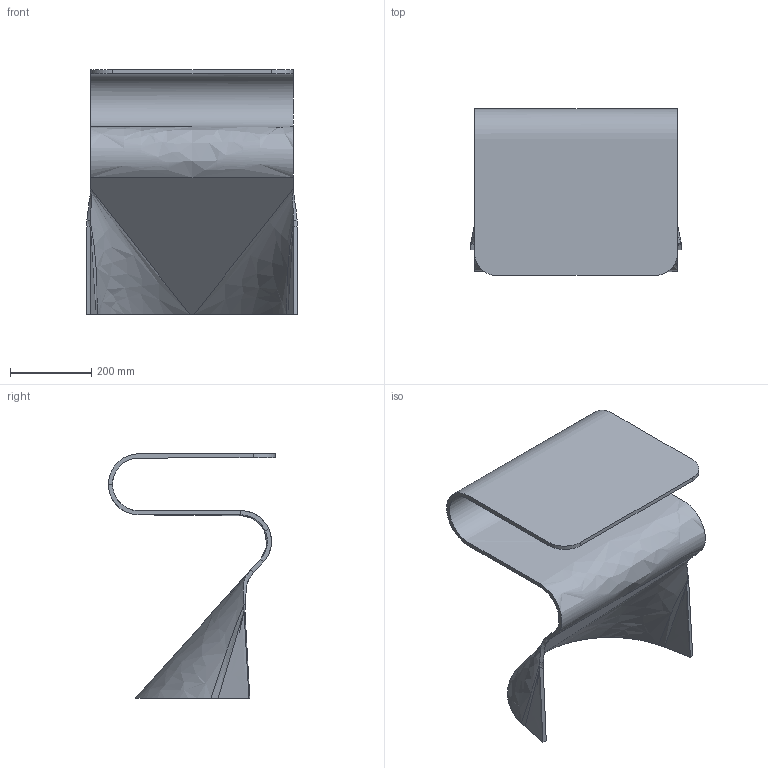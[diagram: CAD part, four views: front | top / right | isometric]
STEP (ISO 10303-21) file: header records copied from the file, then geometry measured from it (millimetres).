
FILE_DESCRIPTION(/* description */ (''),/* implementation_level */ '2;1');
FILE_NAME(/* name */ '2910 - Toki 52x43',/* time_stamp */ '2010-11-04T10:14:53+01:00',/* author */ (''),/* organization */ (''),/* preprocessor_version */ 'ST-DEVELOPER v10',/* originating_system */ '',/* authorisation */ '');
FILE_SCHEMA (('CONFIG_CONTROL_DESIGN'));
Length unit declared in the file: centimetre
Products named in the file (1): 1
Bounding box: 520 x 410 x 599.95 mm (x, y, z)
Volume: 7365801.6 mm3; surface area: 1507340.9 mm2
Topology: 1 solids, 1 shells, 35 faces, 95 edges, 58 vertices
Faces by surface type: bspline 32, plane 3
Entity records: 1860 total; most frequent: CARTESIAN_POINT 1255, ORIENTED_EDGE 182, EDGE_CURVE 91, VERTEX_POINT 58, B_SPLINE_CURVE_WITH_KNOTS 55, ADVANCED_FACE 35, FACE_OUTER_BOUND 35, EDGE_LOOP 35
